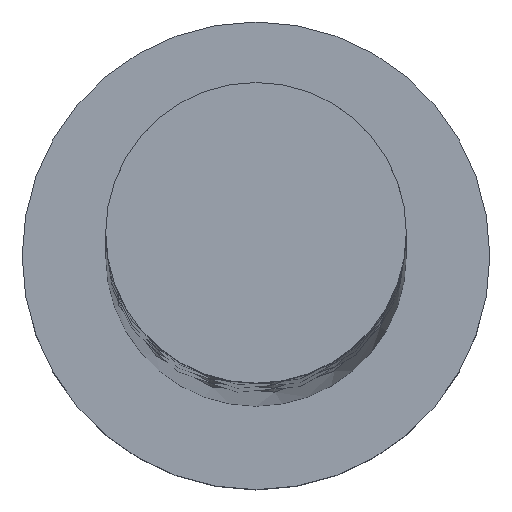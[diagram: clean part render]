
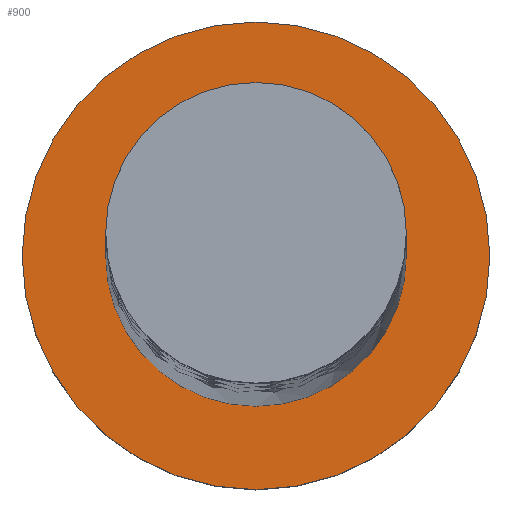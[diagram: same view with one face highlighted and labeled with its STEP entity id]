
A CAD part, top view. The second image highlights one B-rep face of the part: STEP entity #900.
In plain terms, the highlighted planar face has unit normal (0, 0, 1).
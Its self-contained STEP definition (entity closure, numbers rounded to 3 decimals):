
#18 = DIRECTION ( 'NONE',  ( 1., 0., 0. ) ) ;
#128 = CIRCLE ( 'NONE', #875, 7. ) ;
#137 = FACE_OUTER_BOUND ( 'NONE', #1126, .T. ) ;
#193 = CIRCLE ( 'NONE', #1034, 7. ) ;
#295 = CARTESIAN_POINT ( 'NONE',  ( 0., 0., 5. ) ) ;
#298 = CARTESIAN_POINT ( 'NONE',  ( 0., 0., 5. ) ) ;
#308 = PLANE ( 'NONE',  #1886 ) ;
#318 = CIRCLE ( 'NONE', #2015, 4.5 ) ;
#326 = DIRECTION ( 'NONE',  ( 0., 0., 1. ) ) ;
#394 = VERTEX_POINT ( 'NONE', #606 ) ;
#440 = ORIENTED_EDGE ( 'NONE', *, *, #1866, .T. ) ;
#560 = VERTEX_POINT ( 'NONE', #890 ) ;
#598 = CARTESIAN_POINT ( 'NONE',  ( 0., 0., 5. ) ) ;
#606 = CARTESIAN_POINT ( 'NONE',  ( 7., 0., 5. ) ) ;
#661 = DIRECTION ( 'NONE',  ( 0., 0., 1. ) ) ;
#680 = EDGE_LOOP ( 'NONE', ( #841, #1339 ) ) ;
#704 = VERTEX_POINT ( 'NONE', #1678 ) ;
#762 = DIRECTION ( 'NONE',  ( 1., 0., 0. ) ) ;
#784 = DIRECTION ( 'NONE',  ( 1., 0., 0. ) ) ;
#836 = CARTESIAN_POINT ( 'NONE',  ( 0., 0., 5. ) ) ;
#841 = ORIENTED_EDGE ( 'NONE', *, *, #929, .F. ) ;
#875 = AXIS2_PLACEMENT_3D ( 'NONE', #836, #1295, #1741 ) ;
#890 = CARTESIAN_POINT ( 'NONE',  ( 4.5, 0., 5. ) ) ;
#900 = ADVANCED_FACE ( 'NONE', ( #1540, #137 ), #308, .T. ) ;
#905 = AXIS2_PLACEMENT_3D ( 'NONE', #295, #1998, #762 ) ;
#929 = EDGE_CURVE ( 'NONE', #1576, #560, #1003, .T. ) ;
#940 = DIRECTION ( 'NONE',  ( 1., 0., 0. ) ) ;
#953 = ORIENTED_EDGE ( 'NONE', *, *, #1051, .T. ) ;
#1003 = CIRCLE ( 'NONE', #905, 4.5 ) ;
#1034 = AXIS2_PLACEMENT_3D ( 'NONE', #298, #661, #18 ) ;
#1051 = EDGE_CURVE ( 'NONE', #394, #704, #128, .T. ) ;
#1126 = EDGE_LOOP ( 'NONE', ( #440, #953 ) ) ;
#1295 = DIRECTION ( 'NONE',  ( 0., 0., 1. ) ) ;
#1339 = ORIENTED_EDGE ( 'NONE', *, *, #1575, .F. ) ;
#1416 = CARTESIAN_POINT ( 'NONE',  ( -4.5, 0., 5. ) ) ;
#1540 = FACE_BOUND ( 'NONE', #680, .T. ) ;
#1563 = CARTESIAN_POINT ( 'NONE',  ( 0., 0., 5. ) ) ;
#1575 = EDGE_CURVE ( 'NONE', #560, #1576, #318, .T. ) ;
#1576 = VERTEX_POINT ( 'NONE', #1416 ) ;
#1678 = CARTESIAN_POINT ( 'NONE',  ( -7., 0., 5. ) ) ;
#1741 = DIRECTION ( 'NONE',  ( 1., 0., 0. ) ) ;
#1847 = DIRECTION ( 'NONE',  ( 0., 0., 1. ) ) ;
#1866 = EDGE_CURVE ( 'NONE', #704, #394, #193, .T. ) ;
#1886 = AXIS2_PLACEMENT_3D ( 'NONE', #1563, #326, #784 ) ;
#1998 = DIRECTION ( 'NONE',  ( 0., 0., 1. ) ) ;
#2015 = AXIS2_PLACEMENT_3D ( 'NONE', #598, #1847, #940 ) ;
